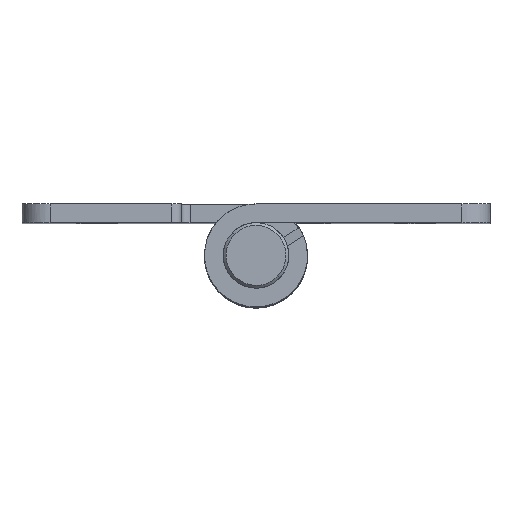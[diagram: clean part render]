
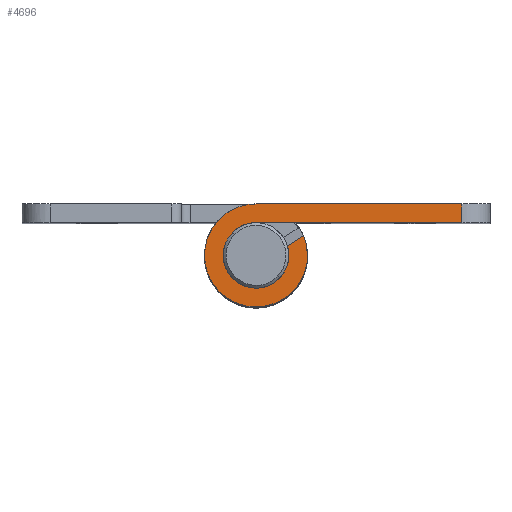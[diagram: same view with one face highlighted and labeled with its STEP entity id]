
A CAD part, top view. The second image highlights one B-rep face of the part: STEP entity #4696.
In plain terms, the highlighted free-form (B-spline) face has degree [1, 1] with [2, 2] control points.
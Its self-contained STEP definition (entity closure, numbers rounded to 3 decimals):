
#3242=CARTESIAN_POINT('',(0.,5.5,78.0));
#3243=VERTEX_POINT('',#3242);
#3249=CARTESIAN_POINT('',(22.0,5.5,78.0));
#3250=VERTEX_POINT('',#3249);
#3251=CARTESIAN_POINT('',(0.,5.5,78.0));
#3252=CARTESIAN_POINT('',(22.0,5.5,78.0));
#3253=QUASI_UNIFORM_CURVE('',1,(#3251,#3252),.UNSPECIFIED.,.F.,.U.);
#3254=EDGE_CURVE('',#3243,#3250,#3253,.T.);
#3496=CARTESIAN_POINT('',(3.357,0.991,78.0));
#3497=VERTEX_POINT('',#3496);
#3507=CARTESIAN_POINT('',(5.078,2.112,78.0));
#3508=VERTEX_POINT('',#3507);
#3509=CARTESIAN_POINT('',(5.078,2.112,78.0));
#3510=CARTESIAN_POINT('',(3.357,0.991,78.0));
#3511=QUASI_UNIFORM_CURVE('',1,(#3509,#3510),.UNSPECIFIED.,.F.,.U.);
#3512=EDGE_CURVE('',#3508,#3497,#3511,.T.);
#3752=CARTESIAN_POINT('',(22.0,3.5,78.0));
#3753=VERTEX_POINT('',#3752);
#3754=CARTESIAN_POINT('',(22.0,3.5,78.0));
#3755=CARTESIAN_POINT('',(22.0,5.5,78.0));
#3756=QUASI_UNIFORM_CURVE('',1,(#3754,#3755),.UNSPECIFIED.,.F.,.U.);
#3757=EDGE_CURVE('',#3753,#3250,#3756,.T.);
#4604=CARTESIAN_POINT('',(-6.869,6.049,78.0));
#4605=CARTESIAN_POINT('',(23.373,6.049,78.0));
#4606=CARTESIAN_POINT('',(-6.869,-6.049,78.0));
#4607=CARTESIAN_POINT('',(23.373,-6.049,78.0));
#4608=B_SPLINE_SURFACE_WITH_KNOTS('',1,1,((#4604,#4606),(#4605,#4607)),.UNSPECIFIED.,.F.,.F.,.U.,(2,2),(2,2),(0.0,30.243),(0.0,12.099),.UNSPECIFIED.);
#4609=CARTESIAN_POINT('',(-3.052,-4.575,78.));
#4610=VERTEX_POINT('',#4609);
#4611=CARTESIAN_POINT('',(0.,5.5,78.0));
#4612=CARTESIAN_POINT('',(-0.366,5.5,78.));
#4613=CARTESIAN_POINT('',(-1.097,5.427,78.));
#4614=CARTESIAN_POINT('',(-2.133,5.107,78.));
#4615=CARTESIAN_POINT('',(-2.958,4.663,78.));
#4616=CARTESIAN_POINT('',(-3.63,4.154,78.));
#4617=CARTESIAN_POINT('',(-4.306,3.482,78.));
#4618=CARTESIAN_POINT('',(-4.899,2.593,78.));
#4619=CARTESIAN_POINT('',(-5.362,1.414,78.));
#4620=CARTESIAN_POINT('',(-5.54,0.266,78.));
#4621=CARTESIAN_POINT('',(-5.458,-0.907,78.));
#4622=CARTESIAN_POINT('',(-5.218,-1.812,78.));
#4623=CARTESIAN_POINT('',(-4.853,-2.632,78.));
#4624=CARTESIAN_POINT('',(-4.23,-3.607,78.));
#4625=CARTESIAN_POINT('',(-3.555,-4.241,78.));
#4626=CARTESIAN_POINT('',(-3.052,-4.575,78.));
#4627=B_SPLINE_CURVE_WITH_KNOTS('',3,(#4611,#4612,#4613,#4614,#4615,#4616,#4617,#4618,#4619,#4620,#4621,#4622,#4623,#4624,#4625,#4626),.UNSPECIFIED.,.F.,.U.,(4,1,1,1,1,1,1,1,1,1,1,1,1,4),(0.,1.097,2.194,3.236,3.895,4.718,6.089,7.076,8.503,9.545,10.587,11.3,12.233,14.043),.UNSPECIFIED.);
#4628=EDGE_CURVE('',#3243,#4610,#4627,.T.);
#4629=ORIENTED_EDGE('',*,*,#4628,.T.);
#4630=CARTESIAN_POINT('',(-3.052,-4.575,78.));
#4631=CARTESIAN_POINT('',(-2.672,-4.829,78.));
#4632=CARTESIAN_POINT('',(-2.029,-5.15,78.));
#4633=CARTESIAN_POINT('',(-1.075,-5.413,78.));
#4634=CARTESIAN_POINT('',(-0.075,-5.539,78.));
#4635=CARTESIAN_POINT('',(1.065,-5.448,78.));
#4636=CARTESIAN_POINT('',(2.132,-5.101,78.));
#4637=CARTESIAN_POINT('',(2.925,-4.679,78.));
#4638=CARTESIAN_POINT('',(3.592,-4.194,78.));
#4639=CARTESIAN_POINT('',(4.307,-3.482,78.));
#4640=CARTESIAN_POINT('',(4.916,-2.56,78.));
#4641=CARTESIAN_POINT('',(5.313,-1.532,78.));
#4642=CARTESIAN_POINT('',(5.524,-0.433,78.));
#4643=CARTESIAN_POINT('',(5.499,0.802,78.));
#4644=CARTESIAN_POINT('',(5.254,1.69,78.));
#4645=CARTESIAN_POINT('',(5.078,2.112,78.0));
#4646=B_SPLINE_CURVE_WITH_KNOTS('',3,(#4630,#4631,#4632,#4633,#4634,#4635,#4636,#4637,#4638,#4639,#4640,#4641,#4642,#4643,#4644,#4645),.UNSPECIFIED.,.F.,.U.,(4,1,1,1,1,1,1,1,1,1,1,1,1,4),(0.,1.371,2.139,2.962,4.388,5.54,6.308,7.076,8.009,9.325,10.368,11.3,12.672,14.043),.UNSPECIFIED.);
#4647=EDGE_CURVE('',#4610,#3508,#4646,.T.);
#4648=ORIENTED_EDGE('',*,*,#4647,.T.);
#4649=ORIENTED_EDGE('',*,*,#3512,.T.);
#4650=CARTESIAN_POINT('',(-2.095,-2.804,78.));
#4651=VERTEX_POINT('',#4650);
#4652=CARTESIAN_POINT('',(-2.095,-2.804,78.));
#4653=CARTESIAN_POINT('',(-1.84,-2.995,78.));
#4654=CARTESIAN_POINT('',(-1.296,-3.295,78.));
#4655=CARTESIAN_POINT('',(-0.36,-3.526,78.));
#4656=CARTESIAN_POINT('',(0.515,-3.498,78.));
#4657=CARTESIAN_POINT('',(1.33,-3.267,78.));
#4658=CARTESIAN_POINT('',(2.058,-2.877,78.));
#4659=CARTESIAN_POINT('',(2.633,-2.347,78.));
#4660=CARTESIAN_POINT('',(3.105,-1.674,78.));
#4661=CARTESIAN_POINT('',(3.407,-0.952,78.));
#4662=CARTESIAN_POINT('',(3.544,0.002,78.));
#4663=CARTESIAN_POINT('',(3.46,0.642,78.));
#4664=CARTESIAN_POINT('',(3.357,0.991,78.0));
#4665=B_SPLINE_CURVE_WITH_KNOTS('',3,(#4652,#4653,#4654,#4655,#4656,#4657,#4658,#4659,#4660,#4661,#4662,#4663,#4664),.UNSPECIFIED.,.F.,.U.,(4,1,1,1,1,1,1,1,1,1,4),(0.,0.957,1.846,2.871,3.554,4.375,5.332,5.878,6.835,7.656,8.749),.UNSPECIFIED.);
#4666=EDGE_CURVE('',#4651,#3497,#4665,.T.);
#4667=ORIENTED_EDGE('',*,*,#4666,.F.);
#4668=CARTESIAN_POINT('',(0.,3.5,78.0));
#4669=VERTEX_POINT('',#4668);
#4670=CARTESIAN_POINT('',(0.,3.5,78.0));
#4671=CARTESIAN_POINT('',(-0.365,3.5,78.0));
#4672=CARTESIAN_POINT('',(-1.071,3.389,78.));
#4673=CARTESIAN_POINT('',(-1.938,2.96,78.));
#4674=CARTESIAN_POINT('',(-2.562,2.421,78.));
#4675=CARTESIAN_POINT('',(-3.021,1.82,78.));
#4676=CARTESIAN_POINT('',(-3.332,1.156,78.));
#4677=CARTESIAN_POINT('',(-3.484,0.486,78.));
#4678=CARTESIAN_POINT('',(-3.519,-0.245,78.));
#4679=CARTESIAN_POINT('',(-3.389,-1.016,78.));
#4680=CARTESIAN_POINT('',(-3.033,-1.811,78.));
#4681=CARTESIAN_POINT('',(-2.585,-2.393,78.));
#4682=CARTESIAN_POINT('',(-2.241,-2.694,78.));
#4683=CARTESIAN_POINT('',(-2.095,-2.804,78.));
#4684=B_SPLINE_CURVE_WITH_KNOTS('',3,(#4670,#4671,#4672,#4673,#4674,#4675,#4676,#4677,#4678,#4679,#4680,#4681,#4682,#4683),.UNSPECIFIED.,.F.,.U.,(4,1,1,1,1,1,1,1,1,1,1,4),(0.,1.094,2.119,2.871,3.554,4.375,5.058,5.605,6.562,7.382,8.203,8.749),.UNSPECIFIED.);
#4685=EDGE_CURVE('',#4669,#4651,#4684,.T.);
#4686=ORIENTED_EDGE('',*,*,#4685,.F.);
#4687=CARTESIAN_POINT('',(22.0,3.5,78.0));
#4688=CARTESIAN_POINT('',(0.,3.5,78.0));
#4689=QUASI_UNIFORM_CURVE('',1,(#4687,#4688),.UNSPECIFIED.,.F.,.U.);
#4690=EDGE_CURVE('',#3753,#4669,#4689,.T.);
#4691=ORIENTED_EDGE('',*,*,#4690,.F.);
#4692=ORIENTED_EDGE('',*,*,#3757,.T.);
#4693=ORIENTED_EDGE('',*,*,#3254,.F.);
#4694=EDGE_LOOP('',(#4629,#4648,#4649,#4667,#4686,#4691,#4692,#4693));
#4695=FACE_OUTER_BOUND('',#4694,.T.);
#4696=ADVANCED_FACE('',(#4695),#4608,.F.);
